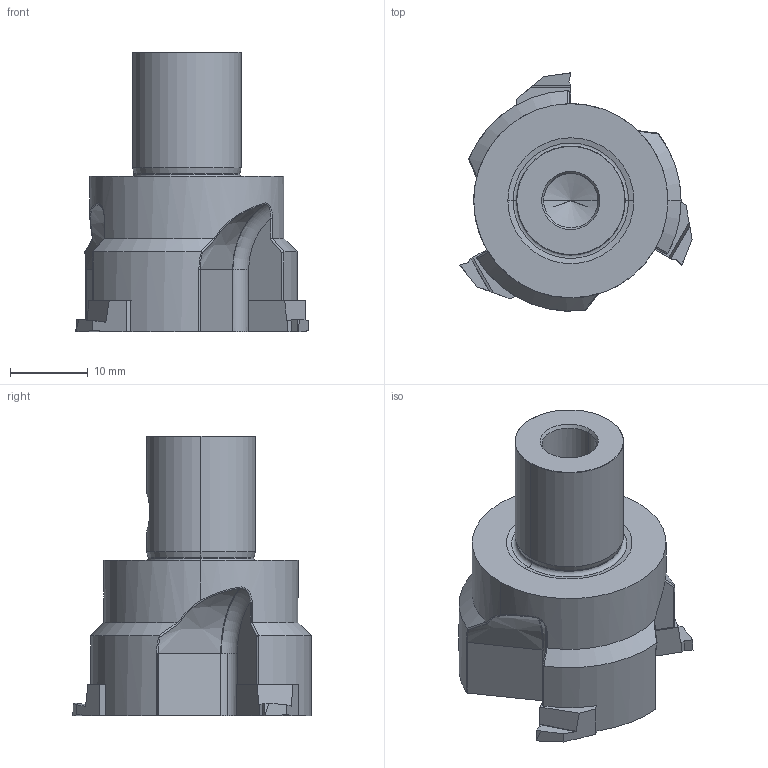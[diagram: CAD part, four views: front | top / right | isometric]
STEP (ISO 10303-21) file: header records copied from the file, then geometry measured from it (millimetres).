
FILE_DESCRIPTION(('no description'),'unknown implementation level');
FILE_NAME('B8942DFB-F061-4190-B89F-73400B5E9572_export.stp',' ',('CIMSOURCE GmbH'),('CADClick - KiM GmbH - www.kimweb.de'),'unknown preprocess','ACIS','unknown authorization');
FILE_SCHEMA(('automotive_design'));
Length unit declared in the file: millimetre
Products named in the file (7): 958.021 Kaiser DNF 34-50 X CK2|958.048 Kaiser ETL M3 X 9,4F 10S_Standard;NONE; 958.021 Kaiser DNF 34-50 X CK2|958.071 Kaiser Wendeplatte Typ 1_Standard;NONE; 958.021 Kaiser DNF 34-50 X CK2|958.021 Kaiser DNF 34-50 X CK2_Standard;NONE
Bounding box: 29.9 x 30.69 x 36 mm (x, y, z)
Volume: 11215 mm3; surface area: 5296.2 mm2
Topology: 7 solids, 7 shells, 347 faces, 900 edges, 573 vertices
Faces by surface type: cylinder 150, plane 117, cone 43, bspline 15, sphere 12, torus 10
Entity records: 28954 total; most frequent: CARTESIAN_POINT 10181, STYLED_ITEM 1825, PRESENTATION_STYLE_ASSIGNMENT 1825, COLOUR_RGB 1825, DIRECTION 1798, ORIENTED_EDGE 1796, EDGE_CURVE 898, CURVE_STYLE 898
